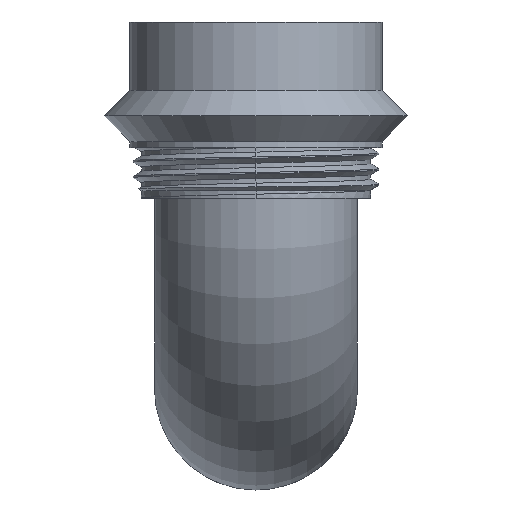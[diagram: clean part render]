
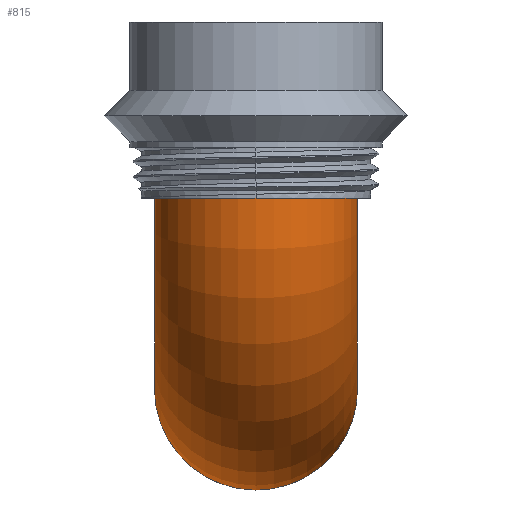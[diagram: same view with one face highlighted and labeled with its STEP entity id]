
A CAD part, front view. The second image highlights one B-rep face of the part: STEP entity #815.
In plain terms, the highlighted toroidal (fillet/blend) face has major radius 30 mm and minor radius 16 mm.
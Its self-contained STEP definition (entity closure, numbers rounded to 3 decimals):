
#288 = VERTEX_POINT('',#289);
#289 = CARTESIAN_POINT('',(16.,30.,-58.9));
#297 = EDGE_CURVE('',#288,#288,#298,.T.);
#298 = CIRCLE('',#299,16.);
#299 = AXIS2_PLACEMENT_3D('',#300,#301,#302);
#300 = CARTESIAN_POINT('',(0.,30.,-58.9));
#301 = DIRECTION('',(0.,-1.,0.));
#302 = DIRECTION('',(0.,0.,-1.));
#815 = ADVANCED_FACE('',(#816),#836,.T.);
#816 = FACE_BOUND('',#817,.T.);
#817 = EDGE_LOOP('',(#818,#827,#828,#829));
#818 = ORIENTED_EDGE('',*,*,#819,.T.);
#819 = EDGE_CURVE('',#820,#288,#822,.T.);
#820 = VERTEX_POINT('',#821);
#821 = CARTESIAN_POINT('',(16.,0.,-28.9));
#822 = CIRCLE('',#823,30.);
#823 = AXIS2_PLACEMENT_3D('',#824,#825,#826);
#824 = CARTESIAN_POINT('',(16.,30.,-28.9));
#825 = DIRECTION('',(1.,-0.,0.));
#826 = DIRECTION('',(0.,1.,0.));
#827 = ORIENTED_EDGE('',*,*,#297,.T.);
#828 = ORIENTED_EDGE('',*,*,#819,.F.);
#829 = ORIENTED_EDGE('',*,*,#830,.T.);
#830 = EDGE_CURVE('',#820,#820,#831,.T.);
#831 = CIRCLE('',#832,16.);
#832 = AXIS2_PLACEMENT_3D('',#833,#834,#835);
#833 = CARTESIAN_POINT('',(0.,0.,-28.9));
#834 = DIRECTION('',(0.,0.,-1.));
#835 = DIRECTION('',(1.,0.,0.));
#836 = TOROIDAL_SURFACE('',#837,30.,16.);
#837 = AXIS2_PLACEMENT_3D('',#838,#839,#840);
#838 = CARTESIAN_POINT('',(0.,30.,-28.9));
#839 = DIRECTION('',(1.,0.,0.));
#840 = DIRECTION('',(0.,1.,0.));
